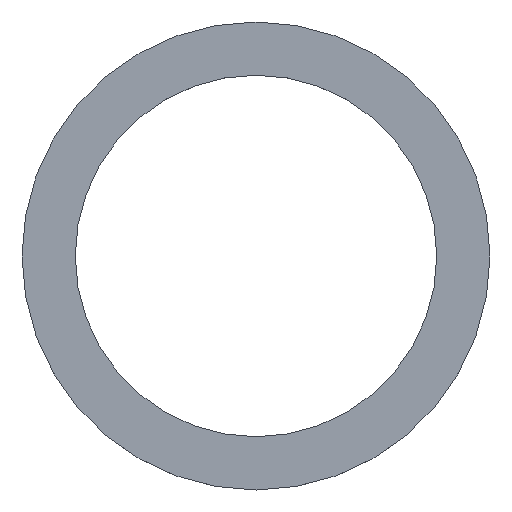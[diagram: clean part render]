
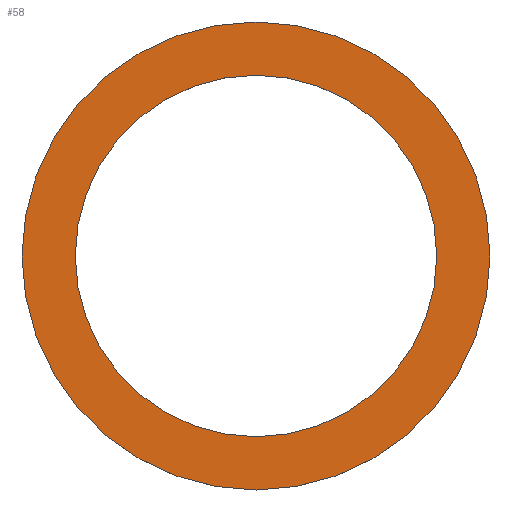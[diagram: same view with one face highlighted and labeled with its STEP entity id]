
A CAD part, top view. The second image highlights one B-rep face of the part: STEP entity #58.
In plain terms, the highlighted planar face has unit normal (0, 0, 1).
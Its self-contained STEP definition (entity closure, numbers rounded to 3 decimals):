
#16=PLANE('',#86);
#20=FACE_BOUND('',#32,.T.);
#24=FACE_OUTER_BOUND('',#31,.T.);
#31=EDGE_LOOP('',(#51));
#32=EDGE_LOOP('',(#52));
#33=CIRCLE('',#80,31.825);
#35=CIRCLE('',#83,41.2);
#37=VERTEX_POINT('',#107);
#39=VERTEX_POINT('',#112);
#41=EDGE_CURVE('',#37,#37,#33,.T.);
#43=EDGE_CURVE('',#39,#39,#35,.T.);
#51=ORIENTED_EDGE('',*,*,#43,.T.);
#52=ORIENTED_EDGE('',*,*,#41,.T.);
#58=ADVANCED_FACE('',(#24,#20),#16,.T.);
#80=AXIS2_PLACEMENT_3D('',#108,#91,#92);
#83=AXIS2_PLACEMENT_3D('',#113,#97,#98);
#86=AXIS2_PLACEMENT_3D('',#117,#103,#104);
#91=DIRECTION('center_axis',(0.,0.,-1.));
#92=DIRECTION('ref_axis',(-1.,0.,0.));
#97=DIRECTION('center_axis',(0.,0.,1.));
#98=DIRECTION('ref_axis',(-1.,0.,0.));
#103=DIRECTION('center_axis',(0.,0.,1.));
#104=DIRECTION('ref_axis',(1.,0.,0.));
#107=CARTESIAN_POINT('',(31.825,0.,2.));
#108=CARTESIAN_POINT('Origin',(0.,0.,2.));
#112=CARTESIAN_POINT('',(41.2,0.,2.));
#113=CARTESIAN_POINT('Origin',(0.,0.,2.));
#117=CARTESIAN_POINT('Origin',(0.,0.,
2.));
